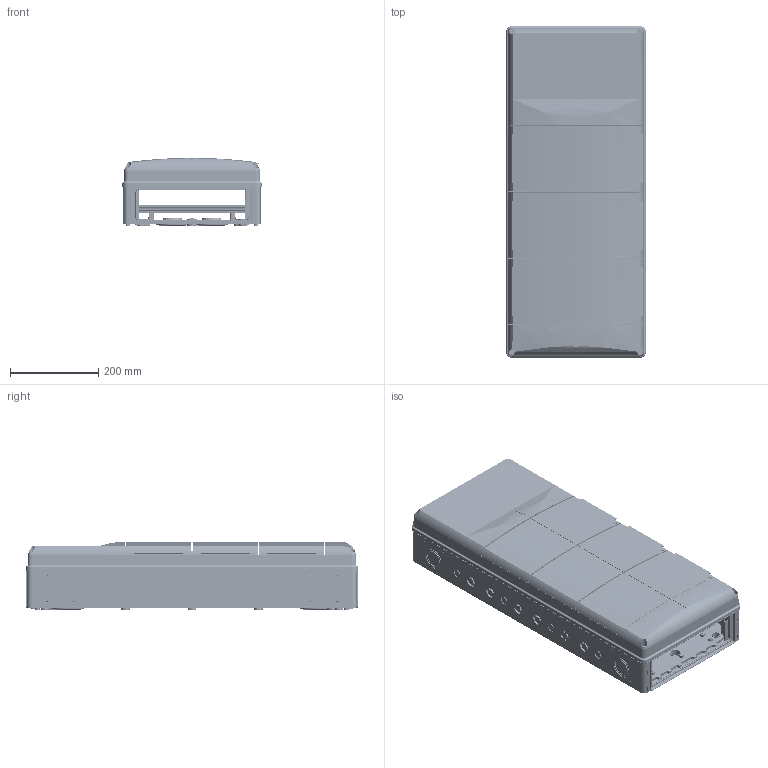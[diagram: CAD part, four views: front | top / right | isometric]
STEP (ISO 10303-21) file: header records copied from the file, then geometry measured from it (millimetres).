
FILE_DESCRIPTION( ( 'STEP AP214' ), ' ' );
FILE_NAME( '73374201.stp', '2018-07-09T15:09:24', ( '' ), ( '' ), ' ', 'PARTsolutions', ' ' );
FILE_SCHEMA( ( 'AUTOMOTIVE_DESIGN { 1 0 10303 214 1 1 1 1 }' ) );
Length unit declared in the file: millimetre
Products named in the file (8): 73374201; _Kasten-ak-III-f-56; _Deckel-ak-III-42-plus; _Klappfenster-ak-III; _Schraube-ak-III; _Schienentraeger-ak-III; _Hutschiene-35mm-ak-III; _Traeger-tragschiene-ak2
Assembly tree (27 placements, depth 2):
  73374201
    _Kasten-ak-III-f-56
    _Deckel-ak-III-42-plus
    _Klappfenster-ak-III  x3
    _Schraube-ak-III  x10
    _Schienentraeger-ak-III  x6
    _Hutschiene-35mm-ak-III  x4
    _Traeger-tragschiene-ak2  x2
Bounding box: 315.5 x 750.5 x 154.5 mm (x, y, z)
Volume: 4300649.2 mm3; surface area: 2537225.4 mm2
Topology: 27 solids, 27 shells, 5237 faces, 13977 edges, 9227 vertices
Faces by surface type: plane 3332, cylinder 1250, cone 574, torus 75, bspline 6
Full cylindrical faces by diameter (mm): 2.3 x6, 3 x3, 3.1 x2, 3.45 x60, 3.48 x4, 5.326 x4, 5.55 x3, 6.5 x20, 7.088 x24, 7.1 x2, 8 x10, 8.6 x10, 9 x10, 9.348 x10, 11.8 x10, 13 x10, 16.5 x30, 20.5 x30, 21.5 x22, 25.5 x22, 28.5 x2, 32.5 x2, 36.5 x6, 40.5 x6, 46.5 x4, 50.5 x4
Entity records: 147621 total; most frequent: CARTESIAN_POINT 23858, DIRECTION 19430, ORIENTED_EDGE 18676, EDGE_CURVE 9338, AXIS2_PLACEMENT_3D 6791, VERTEX_POINT 6400, LINE 5848, VECTOR 5848
